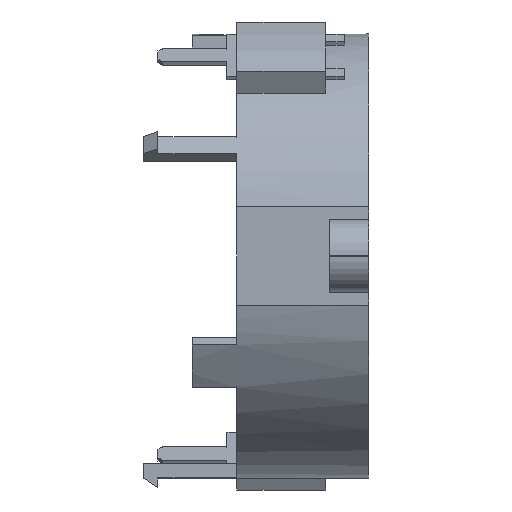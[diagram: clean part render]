
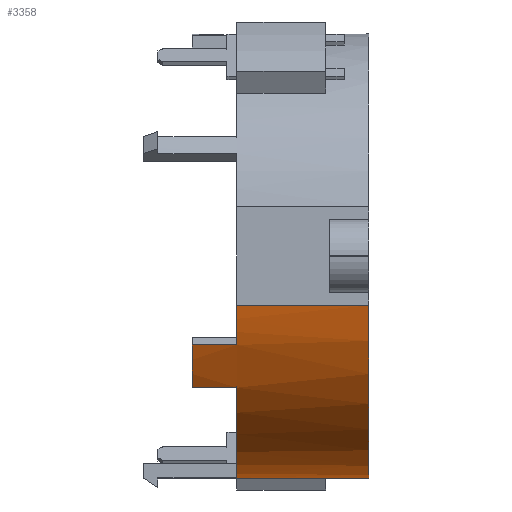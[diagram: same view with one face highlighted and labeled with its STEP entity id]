
A CAD part, left-side view. The second image highlights one B-rep face of the part: STEP entity #3358.
In plain terms, the highlighted cylindrical face has radius 22.5 mm (diameter 45 mm), a partial arc.
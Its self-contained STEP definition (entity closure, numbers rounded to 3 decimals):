
#22 = VERTEX_POINT ( 'NONE', #4057 ) ;
#93 = EDGE_CURVE ( 'NONE', #3877, #3997, #155, .T. ) ;
#155 = CIRCLE ( 'NONE', #1279, 22.5 ) ;
#182 = VECTOR ( 'NONE', #2840, 1000. ) ;
#420 = LINE ( 'NONE', #1839, #4204 ) ;
#429 = VERTEX_POINT ( 'NONE', #2276 ) ;
#477 = CARTESIAN_POINT ( 'NONE',  ( -1., 21.4, -22.478 ) ) ;
#483 = AXIS2_PLACEMENT_3D ( 'NONE', #3390, #1236, #2678 ) ;
#705 = CARTESIAN_POINT ( 'NONE',  ( -20.615, 17.9, -9.015 ) ) ;
#707 = VERTEX_POINT ( 'NONE', #3551 ) ;
#783 = CIRCLE ( 'NONE', #483, 22.5 ) ;
#784 = VERTEX_POINT ( 'NONE', #477 ) ;
#891 = ORIENTED_EDGE ( 'NONE', *, *, #1620, .F. ) ;
#893 = CARTESIAN_POINT ( 'NONE',  ( -1., 22.9, -22.478 ) ) ;
#911 = ORIENTED_EDGE ( 'NONE', *, *, #3471, .F. ) ;
#973 = VERTEX_POINT ( 'NONE', #3048 ) ;
#999 = CARTESIAN_POINT ( 'NONE',  ( -21.937, 13.4, -5. ) ) ;
#1174 = CARTESIAN_POINT ( 'NONE',  ( 0., 0., 0. ) ) ;
#1183 = ORIENTED_EDGE ( 'NONE', *, *, #4013, .T. ) ;
#1236 = DIRECTION ( 'NONE',  ( 0., 1., 0. ) ) ;
#1243 = CARTESIAN_POINT ( 'NONE',  ( 0., 21.4, 0. ) ) ;
#1257 = DIRECTION ( 'NONE',  ( 0., -1., 0. ) ) ;
#1263 = EDGE_CURVE ( 'NONE', #4334, #707, #1298, .T. ) ;
#1279 = AXIS2_PLACEMENT_3D ( 'NONE', #1533, #2286, #1555 ) ;
#1298 = LINE ( 'NONE', #2728, #2273 ) ;
#1386 = CIRCLE ( 'NONE', #1988, 22.5 ) ;
#1420 = CARTESIAN_POINT ( 'NONE',  ( -20.615, 17.9, -9.015 ) ) ;
#1465 = LINE ( 'NONE', #705, #182 ) ;
#1533 = CARTESIAN_POINT ( 'NONE',  ( 0., 17.9, 0. ) ) ;
#1555 = DIRECTION ( 'NONE',  ( 0., 0., 1. ) ) ;
#1620 = EDGE_CURVE ( 'NONE', #429, #2705, #3472, .T. ) ;
#1746 = CARTESIAN_POINT ( 'NONE',  ( -18.115, 17.9, -13.345 ) ) ;
#1768 = VECTOR ( 'NONE', #1257, 1000. ) ;
#1788 = FACE_OUTER_BOUND ( 'NONE', #2084, .T. ) ;
#1837 = LINE ( 'NONE', #2283, #2248 ) ;
#1839 = CARTESIAN_POINT ( 'NONE',  ( -18.115, 17.9, -13.345 ) ) ;
#1854 = DIRECTION ( 'NONE',  ( 0., 0., -1. ) ) ;
#1880 = DIRECTION ( 'NONE',  ( 0., -1., 0. ) ) ;
#1978 = AXIS2_PLACEMENT_3D ( 'NONE', #4144, #2020, #3748 ) ;
#1988 = AXIS2_PLACEMENT_3D ( 'NONE', #1174, #2971, #4029 ) ;
#2020 = DIRECTION ( 'NONE',  ( 0., 1., 0. ) ) ;
#2084 = EDGE_LOOP ( 'NONE', ( #2585, #3628, #3368, #2778, #3004, #2668, #3858, #1183, #891, #911 ) ) ;
#2248 = VECTOR ( 'NONE', #1880, 1000. ) ;
#2273 = VECTOR ( 'NONE', #4171, 1000. ) ;
#2276 = CARTESIAN_POINT ( 'NONE',  ( -1., 13.4, -22.478 ) ) ;
#2283 = CARTESIAN_POINT ( 'NONE',  ( 0., 13.4, -22.5 ) ) ;
#2286 = DIRECTION ( 'NONE',  ( 0., 1., 0. ) ) ;
#2450 = EDGE_CURVE ( 'NONE', #3340, #22, #1837, .T. ) ;
#2585 = ORIENTED_EDGE ( 'NONE', *, *, #4468, .T. ) ;
#2612 = DIRECTION ( 'NONE',  ( 0., -1., 0. ) ) ;
#2668 = ORIENTED_EDGE ( 'NONE', *, *, #2974, .F. ) ;
#2678 = DIRECTION ( 'NONE',  ( 0., 0., 1. ) ) ;
#2705 = VERTEX_POINT ( 'NONE', #3938 ) ;
#2728 = CARTESIAN_POINT ( 'NONE',  ( -21.937, 23.433, -5. ) ) ;
#2778 = ORIENTED_EDGE ( 'NONE', *, *, #1263, .F. ) ;
#2840 = DIRECTION ( 'NONE',  ( 0., -1., 0. ) ) ;
#2971 = DIRECTION ( 'NONE',  ( 0., 1., 0. ) ) ;
#2974 = EDGE_CURVE ( 'NONE', #3997, #973, #1465, .T. ) ;
#3004 = ORIENTED_EDGE ( 'NONE', *, *, #3438, .F. ) ;
#3005 = LINE ( 'NONE', #893, #1768 ) ;
#3048 = CARTESIAN_POINT ( 'NONE',  ( -20.615, 13.4, -9.015 ) ) ;
#3174 = EDGE_CURVE ( 'NONE', #22, #707, #1386, .T. ) ;
#3205 = DIRECTION ( 'NONE',  ( 0., -1., 0. ) ) ;
#3230 = CARTESIAN_POINT ( 'NONE',  ( 0., 13.4, 0. ) ) ;
#3340 = VERTEX_POINT ( 'NONE', #3869 ) ;
#3358 = ADVANCED_FACE ( 'NONE', ( #1788 ), #3960, .T. ) ;
#3368 = ORIENTED_EDGE ( 'NONE', *, *, #3174, .T. ) ;
#3376 = CIRCLE ( 'NONE', #3527, 22.5 ) ;
#3390 = CARTESIAN_POINT ( 'NONE',  ( 0., 13.4, 0. ) ) ;
#3438 = EDGE_CURVE ( 'NONE', #973, #4334, #783, .T. ) ;
#3471 = EDGE_CURVE ( 'NONE', #784, #429, #3005, .T. ) ;
#3472 = CIRCLE ( 'NONE', #1978, 22.5 ) ;
#3527 = AXIS2_PLACEMENT_3D ( 'NONE', #1243, #2612, #1854 ) ;
#3551 = CARTESIAN_POINT ( 'NONE',  ( -21.937, 0., -5. ) ) ;
#3589 = DIRECTION ( 'NONE',  ( 0., -1., 0. ) ) ;
#3628 = ORIENTED_EDGE ( 'NONE', *, *, #2450, .T. ) ;
#3748 = DIRECTION ( 'NONE',  ( 0., 0., 1. ) ) ;
#3858 = ORIENTED_EDGE ( 'NONE', *, *, #93, .F. ) ;
#3861 = AXIS2_PLACEMENT_3D ( 'NONE', #3230, #3205, #3891 ) ;
#3869 = CARTESIAN_POINT ( 'NONE',  ( 0., 21.4, -22.5 ) ) ;
#3877 = VERTEX_POINT ( 'NONE', #1746 ) ;
#3891 = DIRECTION ( 'NONE',  ( 0., 0., -1. ) ) ;
#3938 = CARTESIAN_POINT ( 'NONE',  ( -18.115, 13.4, -13.345 ) ) ;
#3960 = CYLINDRICAL_SURFACE ( 'NONE', #3861, 22.5 ) ;
#3997 = VERTEX_POINT ( 'NONE', #1420 ) ;
#4013 = EDGE_CURVE ( 'NONE', #3877, #2705, #420, .T. ) ;
#4029 = DIRECTION ( 'NONE',  ( 0., 0., 1. ) ) ;
#4057 = CARTESIAN_POINT ( 'NONE',  ( 0., 0., -22.5 ) ) ;
#4144 = CARTESIAN_POINT ( 'NONE',  ( 0., 13.4, 0. ) ) ;
#4171 = DIRECTION ( 'NONE',  ( 0., -1., 0. ) ) ;
#4204 = VECTOR ( 'NONE', #3589, 1000. ) ;
#4334 = VERTEX_POINT ( 'NONE', #999 ) ;
#4468 = EDGE_CURVE ( 'NONE', #784, #3340, #3376, .T. ) ;
